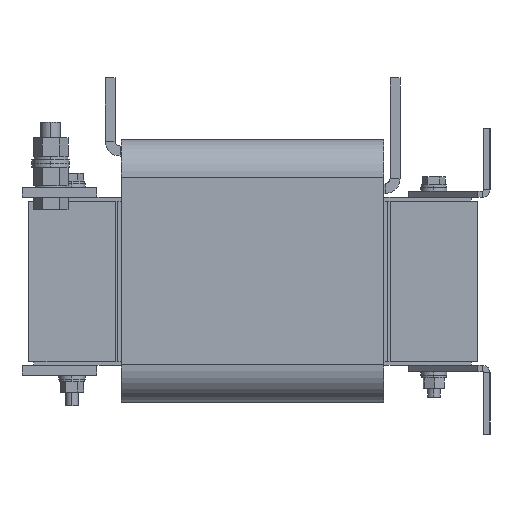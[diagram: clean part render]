
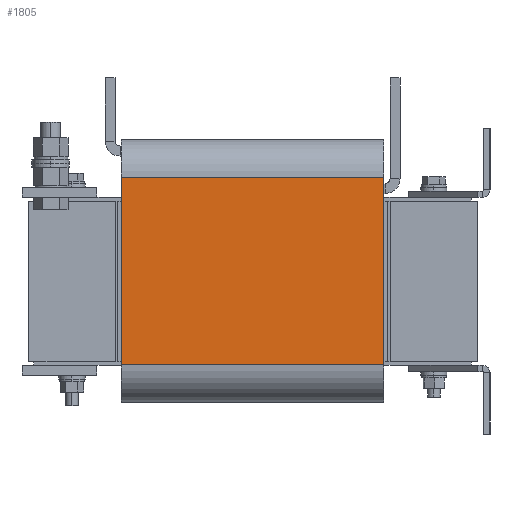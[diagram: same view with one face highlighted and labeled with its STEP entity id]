
A CAD part, left-side view. The second image highlights one B-rep face of the part: STEP entity #1805.
In plain terms, the highlighted planar face has unit normal (-1, 0, 0).
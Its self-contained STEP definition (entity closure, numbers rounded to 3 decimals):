
#34 = DIRECTION ( 'NONE',  ( 1., 0., 0. ) ) ;
#280 = PLANE ( 'NONE',  #15657 ) ;
#440 = CARTESIAN_POINT ( 'NONE',  ( -208.5, 250., -66.775 ) ) ;
#1736 = EDGE_LOOP ( 'NONE', ( #7932, #7644, #2026, #3047 ) ) ;
#1805 = ADVANCED_FACE ( 'Defeature ausgef�hrt2_41', ( #6095 ), #280, .F. ) ;
#2026 = ORIENTED_EDGE ( 'NONE', *, *, #6331, .F. ) ;
#2337 = VERTEX_POINT ( 'NONE', #12285 ) ;
#2795 = LINE ( 'NONE', #4423, #6191 ) ;
#3047 = ORIENTED_EDGE ( 'NONE', *, *, #13124, .T. ) ;
#3264 = VERTEX_POINT ( 'NONE', #6419 ) ;
#3931 = DIRECTION ( 'NONE',  ( 0., 0., 1. ) ) ;
#4158 = VECTOR ( 'NONE', #12361, 1000. ) ;
#4364 = CARTESIAN_POINT ( 'NONE',  ( -208.5, 40., 83.225 ) ) ;
#4393 = CARTESIAN_POINT ( 'NONE',  ( -208.5, 250., 83.225 ) ) ;
#4400 = CARTESIAN_POINT ( 'NONE',  ( -208.5, 250., 83.225 ) ) ;
#4423 = CARTESIAN_POINT ( 'NONE',  ( -208.5, 40., 83.225 ) ) ;
#6095 = FACE_OUTER_BOUND ( 'NONE', #1736, .T. ) ;
#6191 = VECTOR ( 'NONE', #7245, 1000. ) ;
#6331 = EDGE_CURVE ( 'Defeature ausgef�hrt2_29+Defeature ausgef�hrt2_41+Defeature ausgef�hrt2_40+Defeature ausgef�hrt2_42', #6608, #2337, #7523, .T. ) ;
#6417 = LINE ( 'NONE', #440, #13659 ) ;
#6419 = CARTESIAN_POINT ( 'NONE',  ( -208.5, 40., -66.775 ) ) ;
#6608 = VERTEX_POINT ( 'NONE', #10047 ) ;
#6648 = CARTESIAN_POINT ( 'NONE',  ( -208.5, 250., 83.225 ) ) ;
#7245 = DIRECTION ( 'NONE',  ( 0., 0., 1. ) ) ;
#7523 = LINE ( 'NONE', #6648, #7944 ) ;
#7644 = ORIENTED_EDGE ( 'NONE', *, *, #15716, .F. ) ;
#7932 = ORIENTED_EDGE ( 'NONE', *, *, #8468, .T. ) ;
#7944 = VECTOR ( 'NONE', #3931, 1000. ) ;
#8468 = EDGE_CURVE ( 'Defeature ausgef�hrt2_41+Defeature ausgef�hrt2_26+Defeature ausgef�hrt2_40+Defeature ausgef�hrt2_42', #3264, #15204, #2795, .T. ) ;
#9295 = LINE ( 'NONE', #4393, #4158 ) ;
#9573 = DIRECTION ( 'NONE',  ( 0., 0., -1. ) ) ;
#10047 = CARTESIAN_POINT ( 'NONE',  ( -208.5, 250., -66.775 ) ) ;
#12285 = CARTESIAN_POINT ( 'NONE',  ( -208.5, 250., 83.225 ) ) ;
#12361 = DIRECTION ( 'NONE',  ( 0., -1., 0. ) ) ;
#12643 = DIRECTION ( 'NONE',  ( 0., -1., 0. ) ) ;
#13124 = EDGE_CURVE ( 'Defeature ausgef�hrt2_41+Defeature ausgef�hrt2_40+Defeature ausgef�hrt2_29+Defeature ausgef�hrt2_26', #6608, #3264, #6417, .T. ) ;
#13659 = VECTOR ( 'NONE', #12643, 1000. ) ;
#15204 = VERTEX_POINT ( 'NONE', #4364 ) ;
#15657 = AXIS2_PLACEMENT_3D ( 'NONE', #4400, #34, #9573 ) ;
#15716 = EDGE_CURVE ( 'Defeature ausgef�hrt2_42+Defeature ausgef�hrt2_41+Defeature ausgef�hrt2_29+Defeature ausgef�hrt2_26', #2337, #15204, #9295, .T. ) ;
